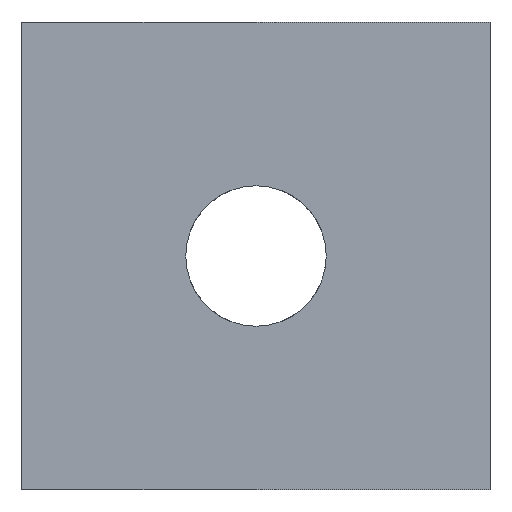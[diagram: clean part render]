
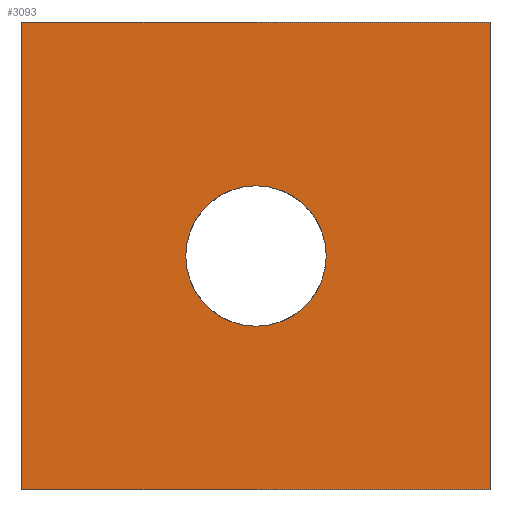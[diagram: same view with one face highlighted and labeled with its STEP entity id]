
A CAD part, front view. The second image highlights one B-rep face of the part: STEP entity #3093.
In plain terms, the highlighted planar face has unit normal (0, -1, 0).
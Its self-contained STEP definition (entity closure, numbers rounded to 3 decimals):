
#540 = PLANE('',#541);
#541 = AXIS2_PLACEMENT_3D('',#542,#543,#544);
#542 = CARTESIAN_POINT('',(-10.,-502.,0.));
#543 = DIRECTION('',(0.,0.,-1.));
#544 = DIRECTION('',(1.,0.,0.));
#568 = PLANE('',#569);
#569 = AXIS2_PLACEMENT_3D('',#570,#571,#572);
#570 = CARTESIAN_POINT('',(10.,-502.,0.));
#571 = DIRECTION('',(-1.,0.,0.));
#572 = DIRECTION('',(-0.,0.,-1.));
#596 = PLANE('',#597);
#597 = AXIS2_PLACEMENT_3D('',#598,#599,#600);
#598 = CARTESIAN_POINT('',(10.,-502.,-20.));
#599 = DIRECTION('',(0.,0.,1.));
#600 = DIRECTION('',(-1.,0.,0.));
#622 = PLANE('',#623);
#623 = AXIS2_PLACEMENT_3D('',#624,#625,#626);
#624 = CARTESIAN_POINT('',(-10.,-502.,-20.));
#625 = DIRECTION('',(1.,0.,0.));
#626 = DIRECTION('',(0.,0.,1.));
#749 = CYLINDRICAL_SURFACE('',#750,3.);
#750 = AXIS2_PLACEMENT_3D('',#751,#752,#753);
#751 = CARTESIAN_POINT('',(0.,-502.,-10.));
#752 = DIRECTION('',(0.,-1.,0.));
#753 = DIRECTION('',(1.,0.,0.));
#1782 = VERTEX_POINT('',#1783);
#1783 = CARTESIAN_POINT('',(-10.,-502.,0.));
#1806 = VERTEX_POINT('',#1807);
#1807 = CARTESIAN_POINT('',(10.,-502.,0.));
#1828 = EDGE_CURVE('',#1782,#1806,#1829,.T.);
#1829 = SURFACE_CURVE('',#1830,(#1834,#1841),.PCURVE_S1.);
#1830 = LINE('',#1831,#1832);
#1831 = CARTESIAN_POINT('',(-10.,-502.,0.));
#1832 = VECTOR('',#1833,1.);
#1833 = DIRECTION('',(1.,0.,0.));
#1834 = PCURVE('',#540,#1835);
#1835 = DEFINITIONAL_REPRESENTATION('',(#1836),#1840);
#1836 = LINE('',#1837,#1838);
#1837 = CARTESIAN_POINT('',(0.,0.));
#1838 = VECTOR('',#1839,1.);
#1839 = DIRECTION('',(1.,0.));
#1840 = ( GEOMETRIC_REPRESENTATION_CONTEXT(2) 
PARAMETRIC_REPRESENTATION_CONTEXT() REPRESENTATION_CONTEXT('2D SPACE',''
  ) );
#1841 = PCURVE('',#1842,#1847);
#1842 = PLANE('',#1843);
#1843 = AXIS2_PLACEMENT_3D('',#1844,#1845,#1846);
#1844 = CARTESIAN_POINT('',(0.,-502.,-10.));
#1845 = DIRECTION('',(0.,1.,0.));
#1846 = DIRECTION('',(0.,0.,1.));
#1847 = DEFINITIONAL_REPRESENTATION('',(#1848),#1852);
#1848 = LINE('',#1849,#1850);
#1849 = CARTESIAN_POINT('',(10.,-10.));
#1850 = VECTOR('',#1851,1.);
#1851 = DIRECTION('',(0.,1.));
#1852 = ( GEOMETRIC_REPRESENTATION_CONTEXT(2) 
PARAMETRIC_REPRESENTATION_CONTEXT() REPRESENTATION_CONTEXT('2D SPACE',''
  ) );
#1858 = VERTEX_POINT('',#1859);
#1859 = CARTESIAN_POINT('',(-10.,-502.,-20.));
#1882 = EDGE_CURVE('',#1858,#1782,#1883,.T.);
#1883 = SURFACE_CURVE('',#1884,(#1888,#1895),.PCURVE_S1.);
#1884 = LINE('',#1885,#1886);
#1885 = CARTESIAN_POINT('',(-10.,-502.,-20.));
#1886 = VECTOR('',#1887,1.);
#1887 = DIRECTION('',(0.,0.,1.));
#1888 = PCURVE('',#622,#1889);
#1889 = DEFINITIONAL_REPRESENTATION('',(#1890),#1894);
#1890 = LINE('',#1891,#1892);
#1891 = CARTESIAN_POINT('',(0.,0.));
#1892 = VECTOR('',#1893,1.);
#1893 = DIRECTION('',(1.,0.));
#1894 = ( GEOMETRIC_REPRESENTATION_CONTEXT(2) 
PARAMETRIC_REPRESENTATION_CONTEXT() REPRESENTATION_CONTEXT('2D SPACE',''
  ) );
#1895 = PCURVE('',#1842,#1896);
#1896 = DEFINITIONAL_REPRESENTATION('',(#1897),#1901);
#1897 = LINE('',#1898,#1899);
#1898 = CARTESIAN_POINT('',(-10.,-10.));
#1899 = VECTOR('',#1900,1.);
#1900 = DIRECTION('',(1.,0.));
#1901 = ( GEOMETRIC_REPRESENTATION_CONTEXT(2) 
PARAMETRIC_REPRESENTATION_CONTEXT() REPRESENTATION_CONTEXT('2D SPACE',''
  ) );
#1909 = VERTEX_POINT('',#1910);
#1910 = CARTESIAN_POINT('',(10.,-502.,-20.));
#1931 = EDGE_CURVE('',#1806,#1909,#1932,.T.);
#1932 = SURFACE_CURVE('',#1933,(#1937,#1944),.PCURVE_S1.);
#1933 = LINE('',#1934,#1935);
#1934 = CARTESIAN_POINT('',(10.,-502.,0.));
#1935 = VECTOR('',#1936,1.);
#1936 = DIRECTION('',(0.,0.,-1.));
#1937 = PCURVE('',#568,#1938);
#1938 = DEFINITIONAL_REPRESENTATION('',(#1939),#1943);
#1939 = LINE('',#1940,#1941);
#1940 = CARTESIAN_POINT('',(0.,0.));
#1941 = VECTOR('',#1942,1.);
#1942 = DIRECTION('',(1.,0.));
#1943 = ( GEOMETRIC_REPRESENTATION_CONTEXT(2) 
PARAMETRIC_REPRESENTATION_CONTEXT() REPRESENTATION_CONTEXT('2D SPACE',''
  ) );
#1944 = PCURVE('',#1842,#1945);
#1945 = DEFINITIONAL_REPRESENTATION('',(#1946),#1950);
#1946 = LINE('',#1947,#1948);
#1947 = CARTESIAN_POINT('',(10.,10.));
#1948 = VECTOR('',#1949,1.);
#1949 = DIRECTION('',(-1.,0.));
#1950 = ( GEOMETRIC_REPRESENTATION_CONTEXT(2) 
PARAMETRIC_REPRESENTATION_CONTEXT() REPRESENTATION_CONTEXT('2D SPACE',''
  ) );
#1958 = EDGE_CURVE('',#1909,#1858,#1959,.T.);
#1959 = SURFACE_CURVE('',#1960,(#1964,#1971),.PCURVE_S1.);
#1960 = LINE('',#1961,#1962);
#1961 = CARTESIAN_POINT('',(10.,-502.,-20.));
#1962 = VECTOR('',#1963,1.);
#1963 = DIRECTION('',(-1.,0.,0.));
#1964 = PCURVE('',#596,#1965);
#1965 = DEFINITIONAL_REPRESENTATION('',(#1966),#1970);
#1966 = LINE('',#1967,#1968);
#1967 = CARTESIAN_POINT('',(0.,0.));
#1968 = VECTOR('',#1969,1.);
#1969 = DIRECTION('',(1.,0.));
#1970 = ( GEOMETRIC_REPRESENTATION_CONTEXT(2) 
PARAMETRIC_REPRESENTATION_CONTEXT() REPRESENTATION_CONTEXT('2D SPACE',''
  ) );
#1971 = PCURVE('',#1842,#1972);
#1972 = DEFINITIONAL_REPRESENTATION('',(#1973),#1977);
#1973 = LINE('',#1974,#1975);
#1974 = CARTESIAN_POINT('',(-10.,10.));
#1975 = VECTOR('',#1976,1.);
#1976 = DIRECTION('',(0.,-1.));
#1977 = ( GEOMETRIC_REPRESENTATION_CONTEXT(2) 
PARAMETRIC_REPRESENTATION_CONTEXT() REPRESENTATION_CONTEXT('2D SPACE',''
  ) );
#2041 = VERTEX_POINT('',#2042);
#2042 = CARTESIAN_POINT('',(3.,-502.,-10.));
#2063 = EDGE_CURVE('',#2041,#2041,#2064,.T.);
#2064 = SURFACE_CURVE('',#2065,(#2070,#2076),.PCURVE_S1.);
#2065 = CIRCLE('',#2066,3.);
#2066 = AXIS2_PLACEMENT_3D('',#2067,#2068,#2069);
#2067 = CARTESIAN_POINT('',(0.,-502.,-10.));
#2068 = DIRECTION('',(0.,-1.,0.));
#2069 = DIRECTION('',(1.,0.,0.));
#2070 = PCURVE('',#749,#2071);
#2071 = DEFINITIONAL_REPRESENTATION('',(#2072),#2075);
#2072 = B_SPLINE_CURVE_WITH_KNOTS('',1,(#2073,#2074),.UNSPECIFIED.,.F.,
  .F.,(2,2),(0.,6.283),.PIECEWISE_BEZIER_KNOTS.);
#2073 = CARTESIAN_POINT('',(0.,0.));
#2074 = CARTESIAN_POINT('',(6.283,0.));
#2075 = ( GEOMETRIC_REPRESENTATION_CONTEXT(2) 
PARAMETRIC_REPRESENTATION_CONTEXT() REPRESENTATION_CONTEXT('2D SPACE',''
  ) );
#2076 = PCURVE('',#1842,#2077);
#2077 = DEFINITIONAL_REPRESENTATION('',(#2078),#2086);
#2078 = ( BOUNDED_CURVE() B_SPLINE_CURVE(2,(#2079,#2080,#2081,#2082,
#2083,#2084,#2085),.UNSPECIFIED.,.T.,.F.) B_SPLINE_CURVE_WITH_KNOTS((1,2
    ,2,2,2,1),(-2.094,0.,2.094,4.189,
6.283,8.378),.UNSPECIFIED.) CURVE() 
GEOMETRIC_REPRESENTATION_ITEM() RATIONAL_B_SPLINE_CURVE((1.,0.5,1.,0.5,
1.,0.5,1.)) REPRESENTATION_ITEM('') );
#2079 = CARTESIAN_POINT('',(0.,3.));
#2080 = CARTESIAN_POINT('',(5.196,3.));
#2081 = CARTESIAN_POINT('',(2.598,-1.5));
#2082 = CARTESIAN_POINT('',(0.,-6.));
#2083 = CARTESIAN_POINT('',(-2.598,-1.5));
#2084 = CARTESIAN_POINT('',(-5.196,3.));
#2085 = CARTESIAN_POINT('',(0.,3.));
#2086 = ( GEOMETRIC_REPRESENTATION_CONTEXT(2) 
PARAMETRIC_REPRESENTATION_CONTEXT() REPRESENTATION_CONTEXT('2D SPACE',''
  ) );
#3093 = ADVANCED_FACE('',(#3094,#3100),#1842,.F.);
#3094 = FACE_BOUND('',#3095,.F.);
#3095 = EDGE_LOOP('',(#3096,#3097,#3098,#3099));
#3096 = ORIENTED_EDGE('',*,*,#1828,.T.);
#3097 = ORIENTED_EDGE('',*,*,#1931,.T.);
#3098 = ORIENTED_EDGE('',*,*,#1958,.T.);
#3099 = ORIENTED_EDGE('',*,*,#1882,.T.);
#3100 = FACE_BOUND('',#3101,.F.);
#3101 = EDGE_LOOP('',(#3102));
#3102 = ORIENTED_EDGE('',*,*,#2063,.T.);
